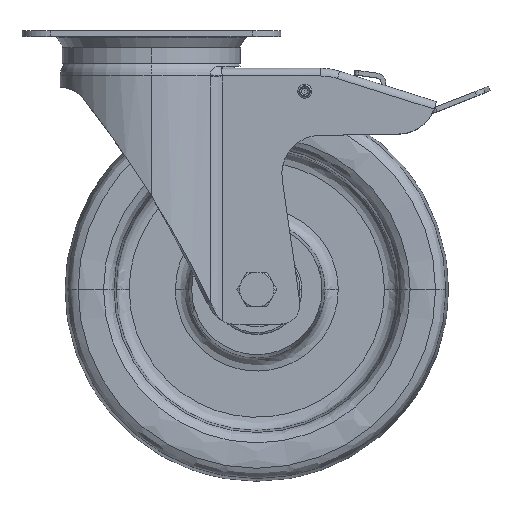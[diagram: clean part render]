
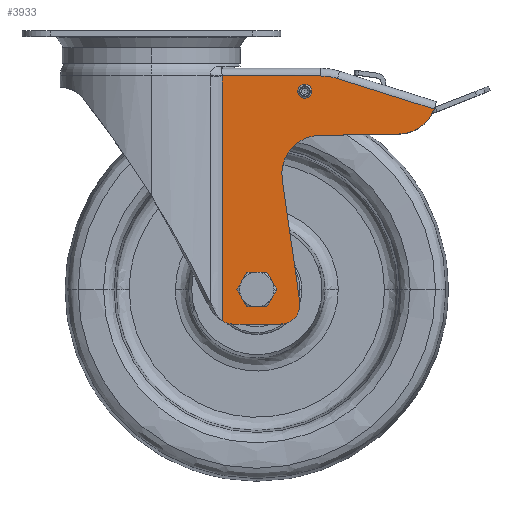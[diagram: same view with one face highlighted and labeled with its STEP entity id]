
A CAD part, top view. The second image highlights one B-rep face of the part: STEP entity #3933.
In plain terms, the highlighted planar face has unit normal (0, 0, 1).
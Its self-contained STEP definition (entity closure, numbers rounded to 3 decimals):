
#484 = ORIENTED_EDGE ( 'NONE', *, *, #18396, .T. ) ;
#933 = DIRECTION ( 'NONE',  ( 0., 0., 1. ) ) ;
#1005 = CARTESIAN_POINT ( 'NONE',  ( 42.505, -153., 34. ) ) ;
#1051 = ORIENTED_EDGE ( 'NONE', *, *, #32993, .F. ) ;
#2592 = DIRECTION ( 'NONE',  ( 0.99, 0.141, 0. ) ) ;
#2992 = VECTOR ( 'NONE', #9025, 1000. ) ;
#3388 = CARTESIAN_POINT ( 'NONE',  ( 48.9, -135., 34. ) ) ;
#3836 = EDGE_CURVE ( 'NONE', #23629, #28438, #12598, .T. ) ;
#3933 = ADVANCED_FACE ( 'NONE', ( #13171, #22788, #25440 ), #37645, .T. ) ;
#4032 = CIRCLE ( 'NONE', #23896, 2.6 ) ;
#4336 = VERTEX_POINT ( 'NONE', #31307 ) ;
#4616 = DIRECTION ( 'NONE',  ( 0., 0., 1. ) ) ;
#4731 = VERTEX_POINT ( 'NONE', #11178 ) ;
#4808 = ORIENTED_EDGE ( 'NONE', *, *, #3836, .T. ) ;
#4881 = ORIENTED_EDGE ( 'NONE', *, *, #30095, .F. ) ;
#4911 = AXIS2_PLACEMENT_3D ( 'NONE', #14427, #4616, #17486 ) ;
#5104 = DIRECTION ( 'NONE',  ( 0.141, -0.99, 0. ) ) ;
#5174 = DIRECTION ( 'NONE',  ( 0., 0., -1. ) ) ;
#5408 = VERTEX_POINT ( 'NONE', #9596 ) ;
#6426 = B_SPLINE_CURVE_WITH_KNOTS ( 'NONE', 3,
 ( #32939, #14276, #16951, #19908 ),
 .UNSPECIFIED., .F., .F.,
 ( 4, 4 ),
 ( 0., 1. ),
 .UNSPECIFIED. ) ;
#6514 = CIRCLE ( 'NONE', #18694, 10. ) ;
#6770 = CARTESIAN_POINT ( 'NONE',  ( 80., -31.6, 34. ) ) ;
#7184 = AXIS2_PLACEMENT_3D ( 'NONE', #38910, #20871, #26714 ) ;
#7816 = CARTESIAN_POINT ( 'NONE',  ( 87.71, -54.603, 34. ) ) ;
#8251 = ORIENTED_EDGE ( 'NONE', *, *, #16780, .F. ) ;
#8496 = CARTESIAN_POINT ( 'NONE',  ( 88.05, -74.6, 34. ) ) ;
#8594 = EDGE_LOOP ( 'NONE', ( #4881, #8251 ) ) ;
#9025 = DIRECTION ( 'NONE',  ( -1., 0., 0. ) ) ;
#9091 = DIRECTION ( 'NONE',  ( 0., 0., 1. ) ) ;
#9350 = EDGE_LOOP ( 'NONE', ( #27500, #17986, #1051, #29745, #39665, #18133, #16181, #4808, #484, #22941, #33312 ) ) ;
#9414 = EDGE_CURVE ( 'NONE', #23629, #10965, #16145, .T. ) ;
#9596 = CARTESIAN_POINT ( 'NONE',  ( 37.017, -151.359, 34. ) ) ;
#9931 = VECTOR ( 'NONE', #31867, 1000. ) ;
#10244 = VERTEX_POINT ( 'NONE', #17620 ) ;
#10628 = EDGE_CURVE ( 'NONE', #29940, #4336, #14137, .T. ) ;
#10965 = VERTEX_POINT ( 'NONE', #12506 ) ;
#11178 = CARTESIAN_POINT ( 'NONE',  ( 82.6, -31.6, 34. ) ) ;
#11204 = EDGE_CURVE ( 'NONE', #16747, #19763, #16160, .T. ) ;
#11277 = LINE ( 'NONE', #29744, #29554 ) ;
#11987 = VERTEX_POINT ( 'NONE', #3388 ) ;
#12016 = VERTEX_POINT ( 'NONE', #24689 ) ;
#12064 = CARTESIAN_POINT ( 'NONE',  ( 55.005, -153., 34. ) ) ;
#12506 = CARTESIAN_POINT ( 'NONE',  ( 96.991, -24.942, 34. ) ) ;
#12549 = EDGE_CURVE ( 'NONE', #10965, #16747, #11277, .T. ) ;
#12598 = LINE ( 'NONE', #24838, #12806 ) ;
#12806 = VECTOR ( 'NONE', #36651, 1000. ) ;
#13171 = FACE_BOUND ( 'NONE', #35478, .T. ) ;
#13464 = CIRCLE ( 'NONE', #31412, 10. ) ;
#14045 = CARTESIAN_POINT ( 'NONE',  ( 68.25, -77.425, 34. ) ) ;
#14137 = LINE ( 'NONE', #17588, #35978 ) ;
#14276 = CARTESIAN_POINT ( 'NONE',  ( 37.016, -66.186, 34. ) ) ;
#14307 = CARTESIAN_POINT ( 'NONE',  ( 88.271, -23.6, 34. ) ) ;
#14427 = CARTESIAN_POINT ( 'NONE',  ( 80., -31.6, 34. ) ) ;
#14622 = CARTESIAN_POINT ( 'NONE',  ( 147.483, -40.862, 34. ) ) ;
#15074 = AXIS2_PLACEMENT_3D ( 'NONE', #8496, #9091, #33606 ) ;
#16145 = CIRCLE ( 'NONE', #35950, 29. ) ;
#16160 = CIRCLE ( 'NONE', #25797, 20. ) ;
#16181 = ORIENTED_EDGE ( 'NONE', *, *, #9414, .F. ) ;
#16657 = CIRCLE ( 'NONE', #29438, 6.1 ) ;
#16747 = VERTEX_POINT ( 'NONE', #14622 ) ;
#16780 = EDGE_CURVE ( 'NONE', #10244, #11987, #16657, .T. ) ;
#16951 = CARTESIAN_POINT ( 'NONE',  ( 37.016, -108.773, 34. ) ) ;
#17093 = CARTESIAN_POINT ( 'NONE',  ( 128.734, -33.902, 34. ) ) ;
#17291 = DIRECTION ( 'NONE',  ( 0.937, -0.348, 0. ) ) ;
#17430 = ORIENTED_EDGE ( 'NONE', *, *, #35568, .F. ) ;
#17486 = DIRECTION ( 'NONE',  ( -1., 0., 0. ) ) ;
#17496 = DIRECTION ( 'NONE',  ( 0., 0., -1. ) ) ;
#17588 = CARTESIAN_POINT ( 'NONE',  ( 68.25, -77.425, 34. ) ) ;
#17620 = CARTESIAN_POINT ( 'NONE',  ( 61.1, -135., 34. ) ) ;
#17986 = ORIENTED_EDGE ( 'NONE', *, *, #10628, .F. ) ;
#18133 = ORIENTED_EDGE ( 'NONE', *, *, #12549, .F. ) ;
#18396 = EDGE_CURVE ( 'NONE', #28438, #5408, #6426, .T. ) ;
#18451 = DIRECTION ( 'NONE',  ( 1., 0., 0. ) ) ;
#18694 = AXIS2_PLACEMENT_3D ( 'NONE', #26921, #39110, #2592 ) ;
#19006 = DIRECTION ( 'NONE',  ( -1., 0., 0. ) ) ;
#19587 = CIRCLE ( 'NONE', #15074, 20. ) ;
#19699 = EDGE_CURVE ( 'NONE', #4731, #35915, #39534, .T. ) ;
#19763 = VERTEX_POINT ( 'NONE', #27288 ) ;
#19908 = CARTESIAN_POINT ( 'NONE',  ( 37.017, -151.359, 34. ) ) ;
#20224 = EDGE_CURVE ( 'NONE', #12016, #31492, #24106, .T. ) ;
#20871 = DIRECTION ( 'NONE',  ( 0., 0., 1. ) ) ;
#21732 = CARTESIAN_POINT ( 'NONE',  ( 0., -169.6, 34. ) ) ;
#22788 = FACE_BOUND ( 'NONE', #8594, .T. ) ;
#22941 = ORIENTED_EDGE ( 'NONE', *, *, #27410, .F. ) ;
#23629 = VERTEX_POINT ( 'NONE', #14307 ) ;
#23896 = AXIS2_PLACEMENT_3D ( 'NONE', #6770, #933, #19006 ) ;
#24106 = LINE ( 'NONE', #12064, #2992 ) ;
#24689 = CARTESIAN_POINT ( 'NONE',  ( 67.505, -153., 34. ) ) ;
#24698 = EDGE_CURVE ( 'NONE', #4336, #12016, #6514, .T. ) ;
#24765 = DIRECTION ( 'NONE',  ( 0., 0., 1. ) ) ;
#24838 = CARTESIAN_POINT ( 'NONE',  ( 88.271, -23.6, 34. ) ) ;
#25279 = LINE ( 'NONE', #34297, #9931 ) ;
#25440 = FACE_OUTER_BOUND ( 'NONE', #9350, .T. ) ;
#25797 = AXIS2_PLACEMENT_3D ( 'NONE', #17093, #17496, #17291 ) ;
#26318 = CARTESIAN_POINT ( 'NONE',  ( 55., -135., 34. ) ) ;
#26427 = CIRCLE ( 'NONE', #7184, 6.1 ) ;
#26714 = DIRECTION ( 'NONE',  ( -1., 0., 0. ) ) ;
#26921 = CARTESIAN_POINT ( 'NONE',  ( 67.505, -143., 34. ) ) ;
#27288 = CARTESIAN_POINT ( 'NONE',  ( 129.074, -53.899, 34. ) ) ;
#27410 = EDGE_CURVE ( 'NONE', #31492, #5408, #13464, .T. ) ;
#27500 = ORIENTED_EDGE ( 'NONE', *, *, #24698, .F. ) ;
#27917 = DIRECTION ( 'NONE',  ( 0., -1., 0. ) ) ;
#28438 = VERTEX_POINT ( 'NONE', #29422 ) ;
#28833 = AXIS2_PLACEMENT_3D ( 'NONE', #21732, #24765, #33991 ) ;
#29086 = DIRECTION ( 'NONE',  ( 0., 1., 0. ) ) ;
#29422 = CARTESIAN_POINT ( 'NONE',  ( 37.015, -23.6, 34. ) ) ;
#29438 = AXIS2_PLACEMENT_3D ( 'NONE', #26318, #38506, #18451 ) ;
#29554 = VECTOR ( 'NONE', #35948, 1000. ) ;
#29744 = CARTESIAN_POINT ( 'NONE',  ( 96.991, -24.942, 34. ) ) ;
#29745 = ORIENTED_EDGE ( 'NONE', *, *, #37797, .F. ) ;
#29940 = VERTEX_POINT ( 'NONE', #14045 ) ;
#30095 = EDGE_CURVE ( 'NONE', #11987, #10244, #26427, .T. ) ;
#31053 = ORIENTED_EDGE ( 'NONE', *, *, #19699, .F. ) ;
#31112 = DIRECTION ( 'NONE',  ( 0., 0., -1. ) ) ;
#31307 = CARTESIAN_POINT ( 'NONE',  ( 77.405, -141.588, 34. ) ) ;
#31412 = AXIS2_PLACEMENT_3D ( 'NONE', #34129, #31112, #27917 ) ;
#31492 = VERTEX_POINT ( 'NONE', #1005 ) ;
#31594 = VERTEX_POINT ( 'NONE', #7816 ) ;
#31867 = DIRECTION ( 'NONE',  ( -1., -0.017, 0. ) ) ;
#32886 = CARTESIAN_POINT ( 'NONE',  ( 77.4, -31.6, 34. ) ) ;
#32939 = CARTESIAN_POINT ( 'NONE',  ( 37.015, -23.6, 34. ) ) ;
#32993 = EDGE_CURVE ( 'NONE', #31594, #29940, #19587, .T. ) ;
#33312 = ORIENTED_EDGE ( 'NONE', *, *, #20224, .F. ) ;
#33606 = DIRECTION ( 'NONE',  ( -0.017, 1., 0. ) ) ;
#33991 = DIRECTION ( 'NONE',  ( 1., 0., 0. ) ) ;
#34129 = CARTESIAN_POINT ( 'NONE',  ( 42.505, -143., 34. ) ) ;
#34297 = CARTESIAN_POINT ( 'NONE',  ( 129.074, -53.899, 34. ) ) ;
#35478 = EDGE_LOOP ( 'NONE', ( #17430, #31053 ) ) ;
#35482 = CARTESIAN_POINT ( 'NONE',  ( 88.271, -52.6, 34. ) ) ;
#35568 = EDGE_CURVE ( 'NONE', #35915, #4731, #4032, .T. ) ;
#35915 = VERTEX_POINT ( 'NONE', #32886 ) ;
#35948 = DIRECTION ( 'NONE',  ( 0.954, -0.301, 0. ) ) ;
#35950 = AXIS2_PLACEMENT_3D ( 'NONE', #35482, #5174, #29086 ) ;
#35978 = VECTOR ( 'NONE', #5104, 1000. ) ;
#36651 = DIRECTION ( 'NONE',  ( -1., 0., 0. ) ) ;
#37645 = PLANE ( 'NONE',  #28833 ) ;
#37797 = EDGE_CURVE ( 'NONE', #19763, #31594, #25279, .T. ) ;
#38506 = DIRECTION ( 'NONE',  ( 0., 0., 1. ) ) ;
#38910 = CARTESIAN_POINT ( 'NONE',  ( 55., -135., 34. ) ) ;
#39110 = DIRECTION ( 'NONE',  ( 0., 0., -1. ) ) ;
#39534 = CIRCLE ( 'NONE', #4911, 2.6 ) ;
#39665 = ORIENTED_EDGE ( 'NONE', *, *, #11204, .F. ) ;
